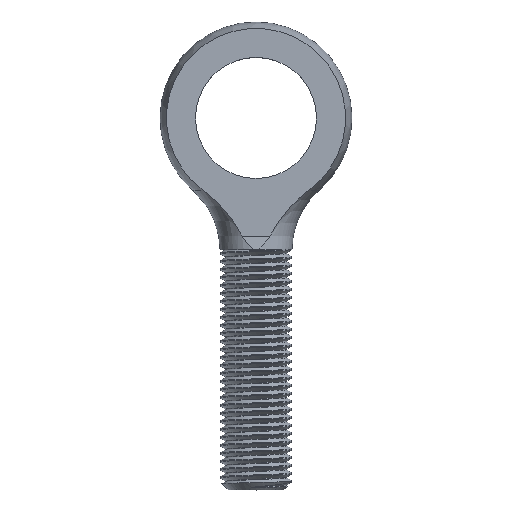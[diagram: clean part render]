
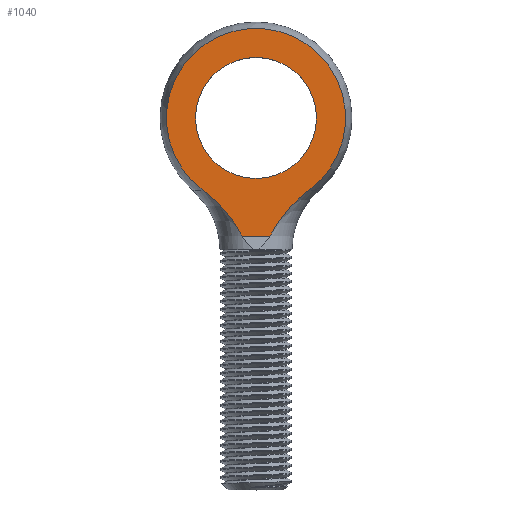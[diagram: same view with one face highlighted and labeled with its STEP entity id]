
A CAD part, top view. The second image highlights one B-rep face of the part: STEP entity #1040.
In plain terms, the highlighted planar face has unit normal (0, 0, 1).
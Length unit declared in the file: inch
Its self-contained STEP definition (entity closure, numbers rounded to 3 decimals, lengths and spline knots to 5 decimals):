
#18 = DIRECTION ( 'NONE',  ( 0., 0., 1. ) ) ;
#59 = EDGE_CURVE ( 'NONE', #3621, #5907, #3253, .T. ) ;
#96 = CARTESIAN_POINT ( 'NONE',  ( -0.27532, 0.31079, 0.17969 ) ) ;
#163 = CARTESIAN_POINT ( 'NONE',  ( 0.08463, 0.09549, 0.17969 ) ) ;
#215 = DIRECTION ( 'NONE',  ( 0., 0., -1. ) ) ;
#238 = CARTESIAN_POINT ( 'NONE',  ( 0.17744, 0.223, 0.17969 ) ) ;
#263 = AXIS2_PLACEMENT_3D ( 'NONE', #1564, #1602, #5833 ) ;
#383 = CARTESIAN_POINT ( 'NONE',  ( 0.26463, 0.30298, 0.17969 ) ) ;
#385 = AXIS2_PLACEMENT_3D ( 'NONE', #992, #215, #5706 ) ;
#623 = EDGE_CURVE ( 'NONE', #4914, #6002, #3582, .T. ) ;
#757 = CARTESIAN_POINT ( 'NONE',  ( -0.07263, 0.07187, 0.17969 ) ) ;
#796 = CARTESIAN_POINT ( 'NONE',  ( -0.14361, 0.18316, 0.17969 ) ) ;
#823 = CARTESIAN_POINT ( 'NONE',  ( 0.14357, 0.1831, 0.17969 ) ) ;
#992 = CARTESIAN_POINT ( 'NONE',  ( -0.5, 1.1875, 0.17969 ) ) ;
#1040 = ADVANCED_FACE ( 'NONE', ( #3883, #7599 ), #2151, .F. ) ;
#1318 = CARTESIAN_POINT ( 'NONE',  ( -0.09808, 0.1182, 0.17969 ) ) ;
#1358 = CARTESIAN_POINT ( 'NONE',  ( -0.0783, 0.08389, 0.17969 ) ) ;
#1498 = CARTESIAN_POINT ( 'NONE',  ( 0.23386, 0.27782, 0.17969 ) ) ;
#1564 = CARTESIAN_POINT ( 'NONE',  ( 0., 0.6875, 0.17969 ) ) ;
#1602 = DIRECTION ( 'NONE',  ( 0., 0., 1. ) ) ;
#1698 = CIRCLE ( 'NONE', #6164, 0.4666 ) ;
#2034 = CARTESIAN_POINT ( 'NONE',  ( -0.12746, 0.16203, 0.17969 ) ) ;
#2151 = PLANE ( 'NONE',  #385 ) ;
#2186 = CARTESIAN_POINT ( 'NONE',  ( 0., 1.00287, 0.17969 ) ) ;
#2229 = EDGE_CURVE ( 'NONE', #5798, #3621, #1698, .T. ) ;
#2302 = CARTESIAN_POINT ( 'NONE',  ( 0.25414, 0.29476, 0.17969 ) ) ;
#2304 = ORIENTED_EDGE ( 'NONE', *, *, #2229, .T. ) ;
#2451 = CARTESIAN_POINT ( 'NONE',  ( 0., 0.37213, 0.17969 ) ) ;
#2477 = ORIENTED_EDGE ( 'NONE', *, *, #5525, .F. ) ;
#2495 = ORIENTED_EDGE ( 'NONE', *, *, #59, .T. ) ;
#2522 = CARTESIAN_POINT ( 'NONE',  ( -0.19489, 0.24352, 0.17969 ) ) ;
#2904 = CARTESIAN_POINT ( 'NONE',  ( -0.07263, 0.07187, 0.17969 ) ) ;
#3105 = ORIENTED_EDGE ( 'NONE', *, *, #623, .F. ) ;
#3118 = CIRCLE ( 'NONE', #5025, 0.31537 ) ;
#3253 = B_SPLINE_CURVE_WITH_KNOTS ( 'NONE', 3,
 ( #96, #7406, #2522, #796, #2034, #6824, #1318, #3764, #1358, #757 ),
 .UNSPECIFIED., .F., .F.,
 ( 4, 2, 2, 2, 4 ),
 ( 0.06498, 0.069, 0.07101, 0.07201, 0.07302 ),
 .UNSPECIFIED. ) ;
#3564 = EDGE_CURVE ( 'NONE', #5639, #5798, #3939, .T. ) ;
#3582 = CIRCLE ( 'NONE', #263, 0.31537 ) ;
#3589 = ORIENTED_EDGE ( 'NONE', *, *, #4706, .T. ) ;
#3621 = VERTEX_POINT ( 'NONE', #4611 ) ;
#3764 = CARTESIAN_POINT ( 'NONE',  ( -0.08464, 0.09549, 0.17969 ) ) ;
#3869 = CARTESIAN_POINT ( 'NONE',  ( 0.12763, 0.16226, 0.17969 ) ) ;
#3883 = FACE_BOUND ( 'NONE', #5354, .T. ) ;
#3909 = CARTESIAN_POINT ( 'NONE',  ( 0.19539, 0.24204, 0.17969 ) ) ;
#3939 = B_SPLINE_CURVE_WITH_KNOTS ( 'NONE', 3,
 ( #5619, #4496, #163, #5020, #7435, #3869, #823, #238, #3909, #4537, #1498, #2302, #383, #4021 ),
 .UNSPECIFIED., .F., .F.,
 ( 4, 2, 2, 2, 2, 2, 4 ),
 ( 0.06748, 0.06847, 0.06947, 0.07146, 0.07346, 0.07445, 0.07545 ),
 .UNSPECIFIED. ) ;
#4021 = CARTESIAN_POINT ( 'NONE',  ( 0.27532, 0.31079, 0.17969 ) ) ;
#4355 = CARTESIAN_POINT ( 'NONE',  ( 0., 0.6875, 0.17969 ) ) ;
#4391 = VECTOR ( 'NONE', #6788, 39.37008 ) ;
#4401 = LINE ( 'NONE', #7850, #4391 ) ;
#4496 = CARTESIAN_POINT ( 'NONE',  ( 0.07828, 0.08385, 0.17969 ) ) ;
#4537 = CARTESIAN_POINT ( 'NONE',  ( 0.22403, 0.26907, 0.17969 ) ) ;
#4611 = CARTESIAN_POINT ( 'NONE',  ( -0.27532, 0.31079, 0.17969 ) ) ;
#4706 = EDGE_CURVE ( 'NONE', #5907, #5639, #4401, .T. ) ;
#4827 = DIRECTION ( 'NONE',  ( 0., 1., 0. ) ) ;
#4914 = VERTEX_POINT ( 'NONE', #2451 ) ;
#5020 = CARTESIAN_POINT ( 'NONE',  ( 0.09817, 0.11835, 0.17969 ) ) ;
#5025 = AXIS2_PLACEMENT_3D ( 'NONE', #4355, #18, #6745 ) ;
#5354 = EDGE_LOOP ( 'NONE', ( #2477, #3105 ) ) ;
#5468 = CARTESIAN_POINT ( 'NONE',  ( 0., 0.6875, 0.17969 ) ) ;
#5525 = EDGE_CURVE ( 'NONE', #6002, #4914, #3118, .T. ) ;
#5619 = CARTESIAN_POINT ( 'NONE',  ( 0.07263, 0.07187, 0.17969 ) ) ;
#5639 = VERTEX_POINT ( 'NONE', #7843 ) ;
#5706 = DIRECTION ( 'NONE',  ( 0., 1., 0. ) ) ;
#5798 = VERTEX_POINT ( 'NONE', #7444 ) ;
#5833 = DIRECTION ( 'NONE',  ( 0., 1., 0. ) ) ;
#5907 = VERTEX_POINT ( 'NONE', #2904 ) ;
#6002 = VERTEX_POINT ( 'NONE', #2186 ) ;
#6062 = DIRECTION ( 'NONE',  ( 0., 0., 1. ) ) ;
#6164 = AXIS2_PLACEMENT_3D ( 'NONE', #5468, #6062, #4827 ) ;
#6544 = EDGE_LOOP ( 'NONE', ( #2495, #3589, #7058, #2304 ) ) ;
#6745 = DIRECTION ( 'NONE',  ( 0., 1., 0. ) ) ;
#6788 = DIRECTION ( 'NONE',  ( 1., 0., 0. ) ) ;
#6824 = CARTESIAN_POINT ( 'NONE',  ( -0.10519, 0.1293, 0.17969 ) ) ;
#7058 = ORIENTED_EDGE ( 'NONE', *, *, #3564, .T. ) ;
#7406 = CARTESIAN_POINT ( 'NONE',  ( -0.23278, 0.2797, 0.17969 ) ) ;
#7435 = CARTESIAN_POINT ( 'NONE',  ( 0.10535, 0.12954, 0.17969 ) ) ;
#7444 = CARTESIAN_POINT ( 'NONE',  ( 0.27532, 0.31079, 0.17969 ) ) ;
#7599 = FACE_OUTER_BOUND ( 'NONE', #6544, .T. ) ;
#7843 = CARTESIAN_POINT ( 'NONE',  ( 0.07263, 0.07187, 0.17969 ) ) ;
#7850 = CARTESIAN_POINT ( 'NONE',  ( -0.5, 0.07187, 0.17969 ) ) ;
